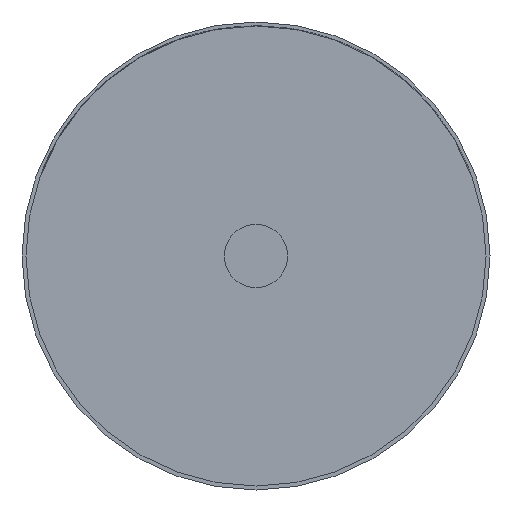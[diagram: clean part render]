
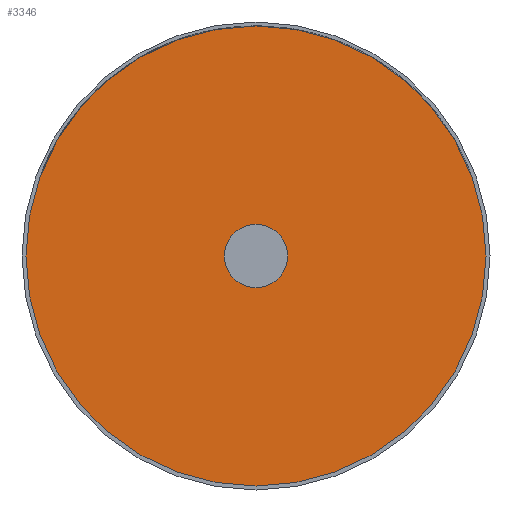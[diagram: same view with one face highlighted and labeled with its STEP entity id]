
A CAD part, front view. The second image highlights one B-rep face of the part: STEP entity #3346.
In plain terms, the highlighted planar face has unit normal (0, -1, 0).
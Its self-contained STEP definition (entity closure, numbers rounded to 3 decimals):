
#65 = CIRCLE ( 'NONE', #2886, 6. ) ;
#139 = DIRECTION ( 'NONE',  ( 0., 1., 0. ) ) ;
#170 = AXIS2_PLACEMENT_3D ( 'NONE', #357, #330, #1943 ) ;
#178 = CARTESIAN_POINT ( 'NONE',  ( 0., 0., 0. ) ) ;
#183 = CARTESIAN_POINT ( 'NONE',  ( 0., 0., 0. ) ) ;
#330 = DIRECTION ( 'NONE',  ( 0., 1., 0. ) ) ;
#346 = PLANE ( 'NONE',  #1889 ) ;
#357 = CARTESIAN_POINT ( 'NONE',  ( 0., 0., 0. ) ) ;
#496 = AXIS2_PLACEMENT_3D ( 'NONE', #183, #2392, #514 ) ;
#514 = DIRECTION ( 'NONE',  ( 0., 0., 1. ) ) ;
#562 = EDGE_CURVE ( 'NONE', #2442, #3717, #1450, .T. ) ;
#588 = EDGE_LOOP ( 'NONE', ( #937, #2445 ) ) ;
#632 = DIRECTION ( 'NONE',  ( 0., 1., 0. ) ) ;
#655 = EDGE_CURVE ( 'NONE', #2793, #3207, #3140, .T. ) ;
#681 = ORIENTED_EDGE ( 'NONE', *, *, #562, .F. ) ;
#885 = FACE_BOUND ( 'NONE', #588, .T. ) ;
#937 = ORIENTED_EDGE ( 'NONE', *, *, #2852, .F. ) ;
#1139 = EDGE_LOOP ( 'NONE', ( #2161, #681 ) ) ;
#1358 = CARTESIAN_POINT ( 'NONE',  ( 0., 0., -6. ) ) ;
#1429 = CARTESIAN_POINT ( 'NONE',  ( 0., 0., 43.5 ) ) ;
#1450 = CIRCLE ( 'NONE', #4061, 43.5 ) ;
#1771 = DIRECTION ( 'NONE',  ( 0., 0., 1. ) ) ;
#1857 = FACE_OUTER_BOUND ( 'NONE', #1139, .T. ) ;
#1889 = AXIS2_PLACEMENT_3D ( 'NONE', #2918, #139, #3865 ) ;
#1943 = DIRECTION ( 'NONE',  ( 0., 0., 1. ) ) ;
#1953 = CARTESIAN_POINT ( 'NONE',  ( 0., 0., -43.5 ) ) ;
#2161 = ORIENTED_EDGE ( 'NONE', *, *, #3171, .F. ) ;
#2364 = DIRECTION ( 'NONE',  ( 0., -1., 0. ) ) ;
#2392 = DIRECTION ( 'NONE',  ( 0., -1., 0. ) ) ;
#2442 = VERTEX_POINT ( 'NONE', #1429 ) ;
#2445 = ORIENTED_EDGE ( 'NONE', *, *, #655, .F. ) ;
#2793 = VERTEX_POINT ( 'NONE', #1358 ) ;
#2825 = DIRECTION ( 'NONE',  ( 0., 0., 1. ) ) ;
#2852 = EDGE_CURVE ( 'NONE', #3207, #2793, #65, .T. ) ;
#2886 = AXIS2_PLACEMENT_3D ( 'NONE', #178, #2364, #1771 ) ;
#2918 = CARTESIAN_POINT ( 'NONE',  ( 0., 0., 0. ) ) ;
#3140 = CIRCLE ( 'NONE', #496, 6. ) ;
#3171 = EDGE_CURVE ( 'NONE', #3717, #2442, #3318, .T. ) ;
#3207 = VERTEX_POINT ( 'NONE', #3211 ) ;
#3211 = CARTESIAN_POINT ( 'NONE',  ( 0., 0., 6. ) ) ;
#3318 = CIRCLE ( 'NONE', #170, 43.5 ) ;
#3346 = ADVANCED_FACE ( 'NONE', ( #1857, #885 ), #346, .F. ) ;
#3452 = CARTESIAN_POINT ( 'NONE',  ( 0., 0., 0. ) ) ;
#3717 = VERTEX_POINT ( 'NONE', #1953 ) ;
#3865 = DIRECTION ( 'NONE',  ( 0., 0., 1. ) ) ;
#4061 = AXIS2_PLACEMENT_3D ( 'NONE', #3452, #632, #2825 ) ;
